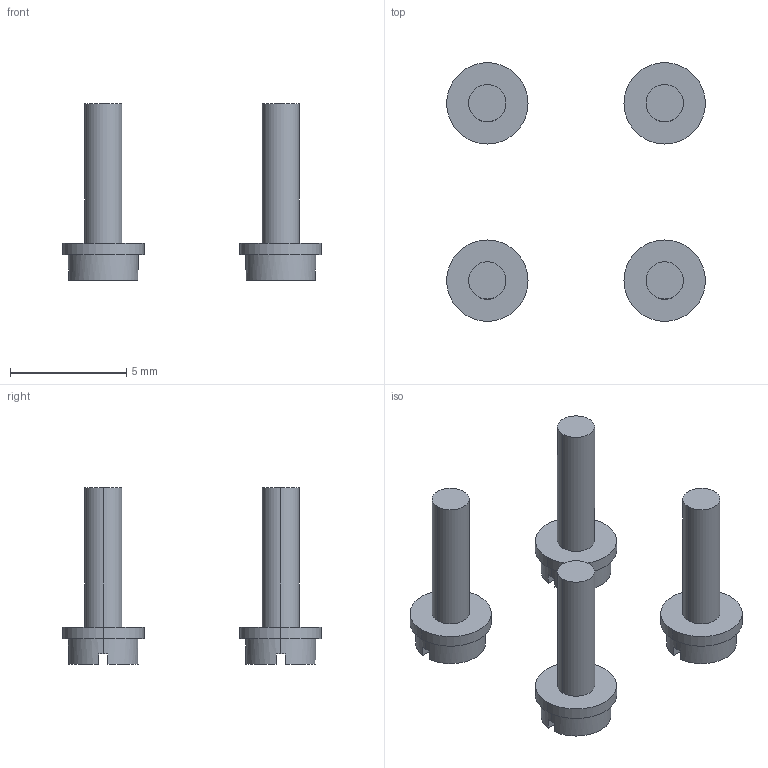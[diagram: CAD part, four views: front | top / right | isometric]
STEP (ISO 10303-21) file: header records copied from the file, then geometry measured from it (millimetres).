
FILE_DESCRIPTION((''),'2;1');
FILE_NAME('LEMO_EZG.0B.302.CLN_Part2.stp','2012-06-27T16:26:33',(''),(''),'Mechanical Desktop 2011','Mechanical Desktop 2011',', , ');
FILE_SCHEMA(('AUTOMOTIVE_DESIGN { 1 2 10303 214 1 1 1 1 }'));
Length unit declared in the file: millimetre
Products named in the file (1): Product
Bounding box: 11.12 x 11.12 x 7.6 mm (x, y, z)
Volume: 96.4 mm3; surface area: 343 mm2
Topology: 12 solids, 12 shells, 64 faces, 120 edges, 80 vertices
Faces by surface type: plane 40, cylinder 24
Entity records: 1662 total; most frequent: DIRECTION 314, CARTESIAN_POINT 265, ORIENTED_EDGE 240, AXIS2_PLACEMENT_3D 129, EDGE_CURVE 120, VERTEX_POINT 80, CIRCLE 64, EDGE_LOOP 64
